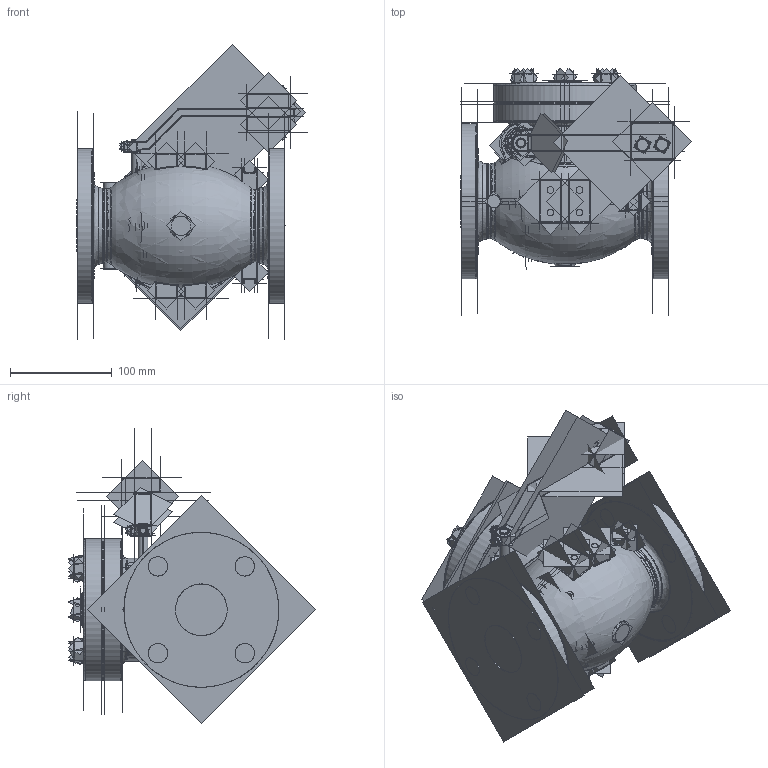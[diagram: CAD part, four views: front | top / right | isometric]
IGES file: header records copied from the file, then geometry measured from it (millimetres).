
Start section:  PTC IGES file: swing_check_valve_80001-flxfl-c_asm.igs
Global section: file name: swing_check_valve_80001-flxfl-c_asm.igs; native system: Creo Parametric by Parametric Technology Corporation; preprocessor: 2013050; author: HAPPY; organization: Unknown; date: 20161221.163942; units: inch
Bounding box: 227.24 x 242.54 x 290.56 mm (x, y, z)
Volume: 1722377.3 mm3; surface area: 1967073.7 mm2
Topology: 41 solids, 41 shells, 2481 faces, 12189 edges, 15339 vertices
Faces by surface type: revolution 1590, bspline 891
